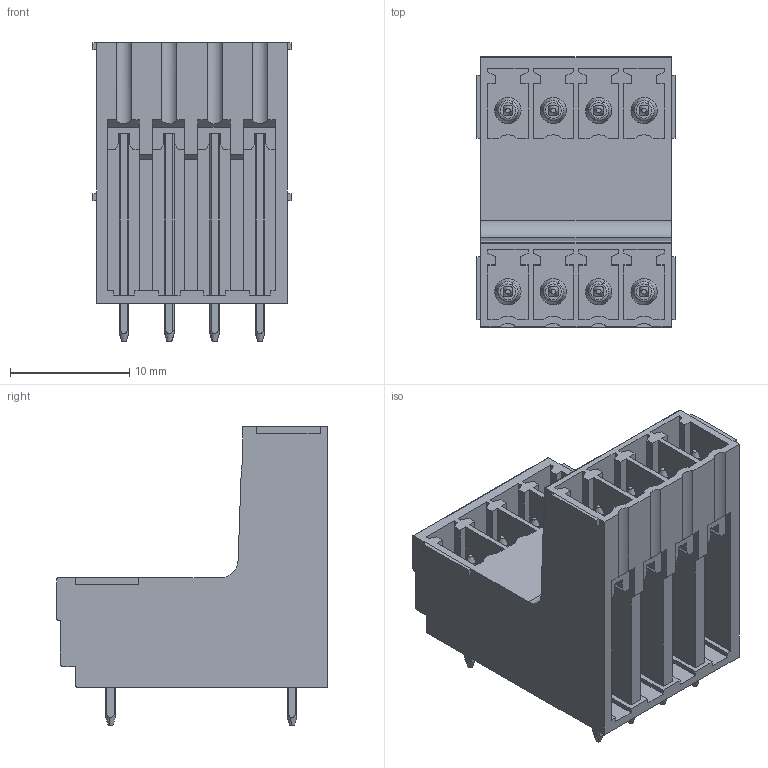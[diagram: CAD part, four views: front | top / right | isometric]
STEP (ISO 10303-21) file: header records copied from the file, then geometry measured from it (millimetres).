
FILE_DESCRIPTION(('CATIA V5 STEP Exchange','CAx-IF Rec.Pracs.--- Model Styling and Organization---1.2---2011-12-15'),'2;1');
FILE_NAME ('D1447332_0_1035490000_1035490000.stp','2018-10-13T11:22:06+00:00',('none'),('Weidmueller'),'CATIA Version 5-6 Release 2014','CATIA V5 STEP AP214','none');
FILE_SCHEMA(('AUTOMOTIVE_DESIGN { 1 0 10303 214 1 1 1 1 }'));
Length unit declared in the file: millimetre
Products named in the file (1): 1035490000
Bounding box: 16.63 x 22.7 x 25.1 mm (x, y, z)
Volume: 3390.4 mm3; surface area: 4035.5 mm2
Topology: 9 solids, 9 shells, 486 faces, 1342 edges, 890 vertices
Faces by surface type: plane 323, cylinder 99, cone 48, torus 16
Entity records: 15819 total; most frequent: CARTESIAN_POINT 4607, ORIENTED_EDGE 2684, DIRECTION 1678, EDGE_CURVE 1342, VECTOR 948, LINE 948, VERTEX_POINT 890, EDGE_LOOP 526
